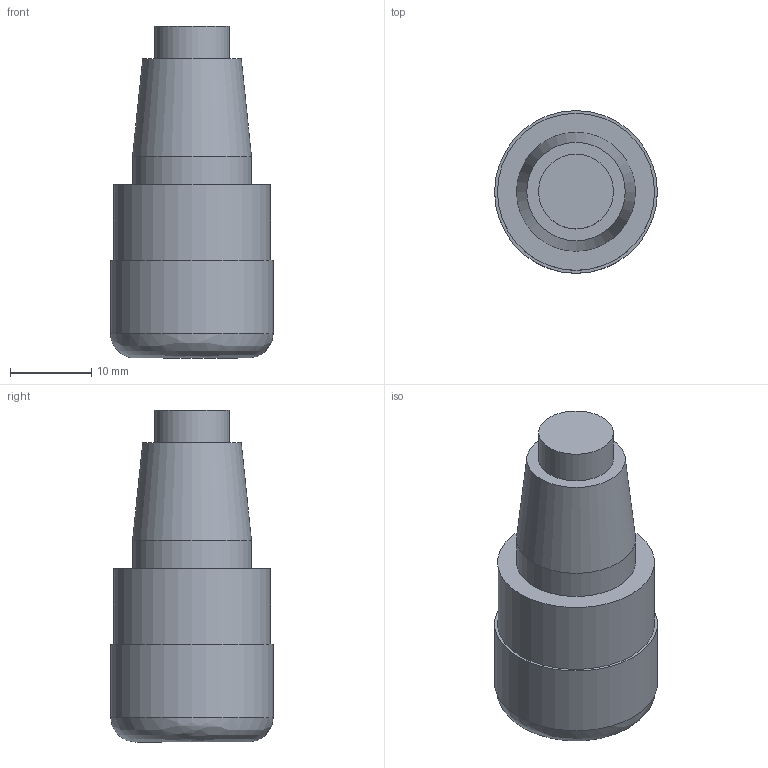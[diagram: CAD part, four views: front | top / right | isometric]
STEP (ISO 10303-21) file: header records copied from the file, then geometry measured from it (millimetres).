
FILE_DESCRIPTION(('STEP'), '1');
FILE_NAME('MOD000000000000000020082356300000.stp', '2019-01-02T12:11:42', (''), (''), 'Express v3.0.0.0', 'Express Tool', 'Unknown');
FILE_SCHEMA(('AUTOMOTIVE_DESIGN'));
Length unit declared in the file: millimetre
Products named in the file (1): 316_20SM450C20030P_SIM
Bounding box: 20 x 20 x 40.8 mm (x, y, z)
Volume: 8907.5 mm3; surface area: 3179.8 mm2
Topology: 2 solids, 2 shells, 12 faces, 30 edges, 25 vertices
Faces by surface type: bspline 12
Entity records: 599 total; most frequent: CARTESIAN_POINT 258, DIRECTION 57, ORIENTED_EDGE 50, EDGE_CURVE 25, AXIS2_PLACEMENT_3D 24, CIRCLE 21, VERTEX_POINT 19, EDGE_LOOP 14
